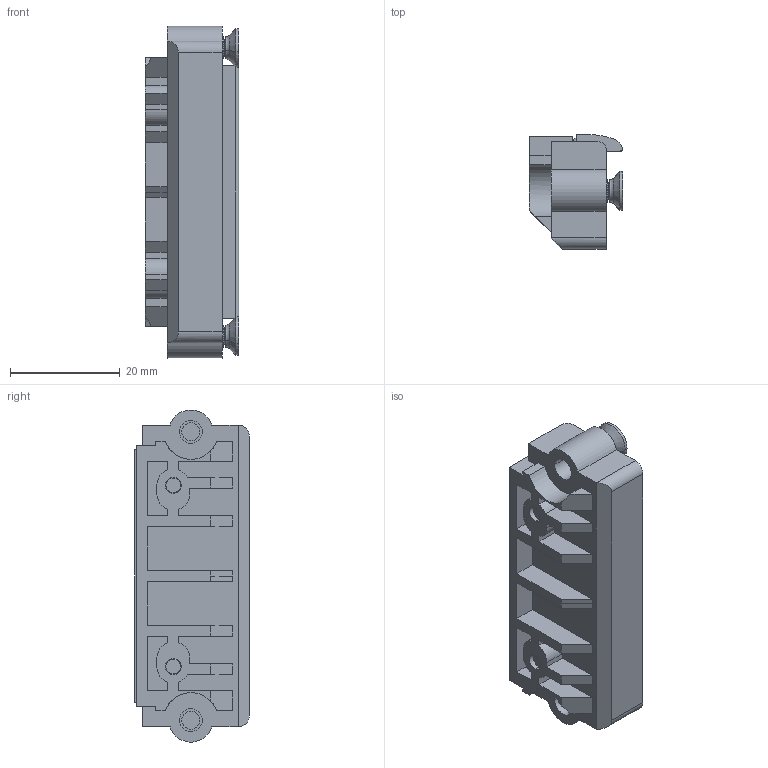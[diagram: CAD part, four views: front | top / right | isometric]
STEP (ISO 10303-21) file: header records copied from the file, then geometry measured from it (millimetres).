
FILE_DESCRIPTION (( 'STEP AP203' ), '1' );
FILE_NAME ('D000381562-002_---1000.STEP', '2018-11-05T15:08:59', ( 'Gisbert' ), ( '' ), 'SwSTEP 2.0', 'SolidWorks 2018', '' );
FILE_SCHEMA (( 'CONFIG_CONTROL_DESIGN' ));
Length unit declared in the file: millimetre
Products named in the file (5): DIN_965_M_0.0_x_0.0_-_-_Senkschraube_mit_Kreuzsch__90333_00576425_M4x08_A2-70_Sonderkopf_576425; 1410.00-00-12_I_Austauschstueck__13097_00576452_02_1410-00_Gewinde_576452; 14.100-00-11_Aufschraubstueck__10012_00576592_01_14.100-00-11Standard_576592; ISO_7046_M0x0___90665_00578075_D000332428-003; D000381562-002_---1000
Assembly tree (6 placements, depth 2):
  D000381562-002_---1000
    1410.00-00-12_I_Austauschstueck__13097_00576452_02_1410-00_Gewinde_576452
    14.100-00-11_Aufschraubstueck__10012_00576592_01_14.100-00-11Standard_576592
    ISO_7046_M0x0___90665_00578075_D000332428-003  x2
    DIN_965_M_0.0_x_0.0_-_-_Senkschraube_mit_Kreuzsch__90333_00576425_M4x08_A2-70_Sonderkopf_576425  x2
Bounding box: 17 x 20.8 x 60.47 mm (x, y, z)
Volume: 9877.2 mm3; surface area: 9073.8 mm2
Topology: 6 solids, 6 shells, 924 faces, 2149 edges, 1284 vertices
Faces by surface type: plane 481, cylinder 227, cone 208, torus 8
Entity records: 21060 total; most frequent: CARTESIAN_POINT 4048, DIRECTION 3411, ORIENTED_EDGE 3402, EDGE_CURVE 1701, VECTOR 1185, LINE 1185, AXIS2_PLACEMENT_3D 1113, VERTEX_POINT 1042
